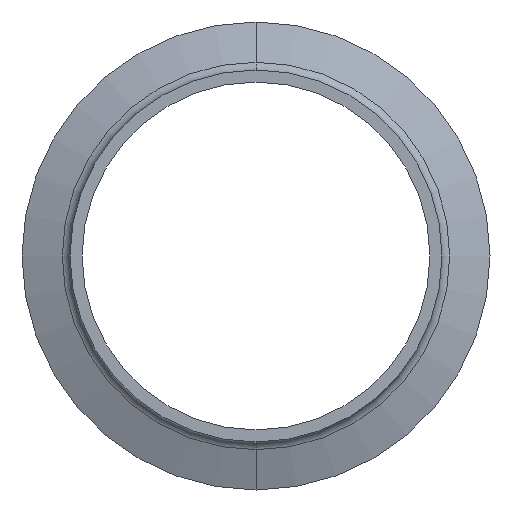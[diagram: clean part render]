
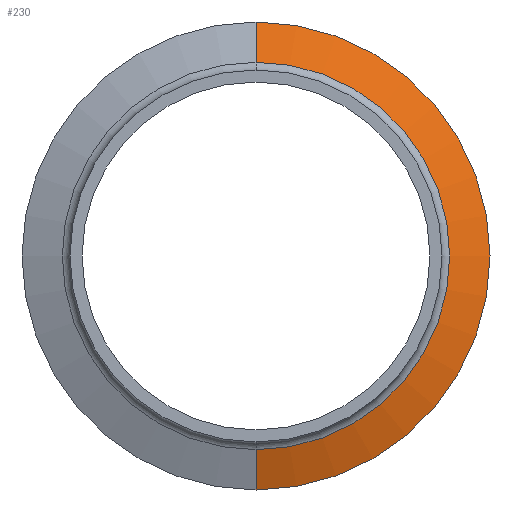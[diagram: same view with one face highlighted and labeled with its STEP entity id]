
A CAD part, front view. The second image highlights one B-rep face of the part: STEP entity #230.
In plain terms, the highlighted conical face has half-angle 70 degrees and reference radius 31.955 mm.
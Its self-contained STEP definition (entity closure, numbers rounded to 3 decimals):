
#41 = CARTESIAN_POINT ( 'NONE',  ( -0.803, -4.485, -26.453 ) ) ;
#49 = VERTEX_POINT ( 'NONE', #73 ) ;
#51 = ORIENTED_EDGE ( 'NONE', *, *, #96, .T. ) ;
#70 = DIRECTION ( 'NONE',  ( 0., 1., 0. ) ) ;
#73 = CARTESIAN_POINT ( 'NONE',  ( -0.803, -4.485, 26.453 ) ) ;
#87 = CARTESIAN_POINT ( 'NONE',  ( -0.803, -2.482, 31.955 ) ) ;
#96 = EDGE_CURVE ( 'NONE', #406, #681, #347, .T. ) ;
#100 = VECTOR ( 'NONE', #451, 1000. ) ;
#112 = EDGE_CURVE ( 'NONE', #219, #681, #153, .T. ) ;
#113 = CONICAL_SURFACE ( 'NONE', #561, 31.955, 1.222 ) ;
#142 = DIRECTION ( 'NONE',  ( 0., 0.342, -0.94 ) ) ;
#153 = CIRCLE ( 'NONE', #306, 31.955 ) ;
#154 = CIRCLE ( 'NONE', #683, 26.453 ) ;
#192 = DIRECTION ( 'NONE',  ( 0., 0., 1. ) ) ;
#219 = VERTEX_POINT ( 'NONE', #87 ) ;
#230 = ADVANCED_FACE ( 'NONE', ( #373 ), #113, .T. ) ;
#259 = DIRECTION ( 'NONE',  ( 0., 0., 1. ) ) ;
#288 = ORIENTED_EDGE ( 'NONE', *, *, #504, .F. ) ;
#291 = CARTESIAN_POINT ( 'NONE',  ( -0.803, -2.482, 31.955 ) ) ;
#306 = AXIS2_PLACEMENT_3D ( 'NONE', #648, #70, #192 ) ;
#326 = ORIENTED_EDGE ( 'NONE', *, *, #112, .F. ) ;
#347 = LINE ( 'NONE', #646, #685 ) ;
#372 = CARTESIAN_POINT ( 'NONE',  ( -0.803, -2.482, 0. ) ) ;
#373 = FACE_OUTER_BOUND ( 'NONE', #469, .T. ) ;
#406 = VERTEX_POINT ( 'NONE', #41 ) ;
#423 = DIRECTION ( 'NONE',  ( 0., 1., 0. ) ) ;
#429 = CARTESIAN_POINT ( 'NONE',  ( -0.803, -4.485, 0. ) ) ;
#451 = DIRECTION ( 'NONE',  ( 0., 0.342, 0.94 ) ) ;
#469 = EDGE_LOOP ( 'NONE', ( #704, #51, #326, #288 ) ) ;
#504 = EDGE_CURVE ( 'NONE', #49, #219, #743, .T. ) ;
#561 = AXIS2_PLACEMENT_3D ( 'NONE', #372, #423, #673 ) ;
#623 = EDGE_CURVE ( 'NONE', #49, #406, #154, .T. ) ;
#646 = CARTESIAN_POINT ( 'NONE',  ( -0.803, -2.482, -31.955 ) ) ;
#648 = CARTESIAN_POINT ( 'NONE',  ( -0.803, -2.482, 0. ) ) ;
#663 = DIRECTION ( 'NONE',  ( 0., 1., 0. ) ) ;
#673 = DIRECTION ( 'NONE',  ( 0., 0., 1. ) ) ;
#681 = VERTEX_POINT ( 'NONE', #721 ) ;
#683 = AXIS2_PLACEMENT_3D ( 'NONE', #429, #663, #259 ) ;
#685 = VECTOR ( 'NONE', #142, 1000. ) ;
#704 = ORIENTED_EDGE ( 'NONE', *, *, #623, .T. ) ;
#721 = CARTESIAN_POINT ( 'NONE',  ( -0.803, -2.482, -31.955 ) ) ;
#743 = LINE ( 'NONE', #291, #100 ) ;
